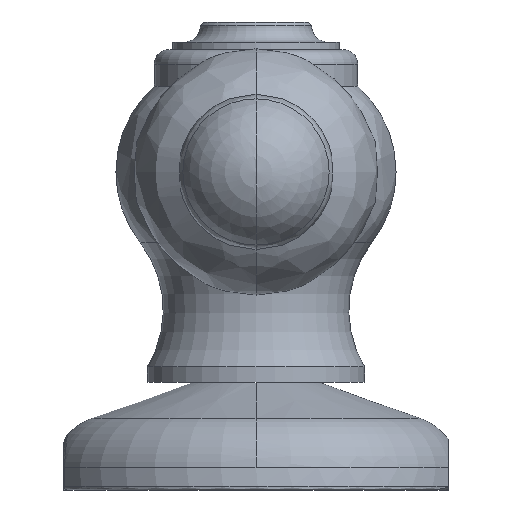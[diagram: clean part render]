
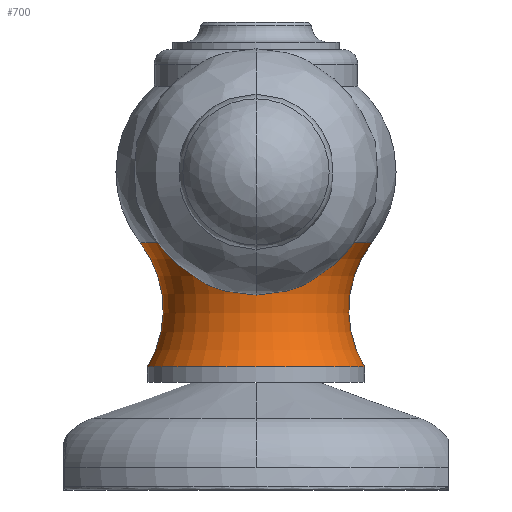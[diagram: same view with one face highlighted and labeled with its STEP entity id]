
A CAD part, left-side view. The second image highlights one B-rep face of the part: STEP entity #700.
In plain terms, the highlighted toroidal (fillet/blend) face has major radius 16.748 mm and minor radius 9.09 mm.
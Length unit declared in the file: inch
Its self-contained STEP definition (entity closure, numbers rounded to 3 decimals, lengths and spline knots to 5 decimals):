
#7=CARTESIAN_POINT('',(0.,0.,0.065));
#8=DIRECTION('',(0.,0.,-1.));
#9=DIRECTION('',(0.,-1.,0.));
#10=AXIS2_PLACEMENT_3D('',#7,#8,#9);
#12=CARTESIAN_POINT('',(0.,0.,0.46829));
#13=DIRECTION('',(0.,0.,-1.));
#14=DIRECTION('',(0.,-1.,0.));
#15=AXIS2_PLACEMENT_3D('',#12,#13,#14);
#65=CARTESIAN_POINT('',(0.,-0.65938,0.24913));
#66=DIRECTION('',(1.,0.,0.));
#67=DIRECTION('',(0.,0.857,-0.514));
#68=AXIS2_PLACEMENT_3D('',#65,#66,#67);
#70=CARTESIAN_POINT('',(0.,0.65938,0.24913));
#71=DIRECTION('',(-1.,0.,0.));
#72=DIRECTION('',(0.,-0.857,-0.514));
#73=AXIS2_PLACEMENT_3D('',#70,#71,#72);
#567=CARTESIAN_POINT('',(0.,-0.3525,0.065));
#569=VERTEX_POINT('',#567);
#570=CARTESIAN_POINT('',(0.,-0.37646,0.46829));
#571=VERTEX_POINT('',#570);
#583=CARTESIAN_POINT('',(0.,0.3525,0.065));
#585=VERTEX_POINT('',#583);
#586=CARTESIAN_POINT('',(0.,0.37646,0.46829));
#587=VERTEX_POINT('',#586);
#686=CARTESIAN_POINT('',(0.,0.,0.24913));
#687=DIRECTION('',(0.,0.,-1.));
#688=DIRECTION('',(0.,1.,0.));
#689=AXIS2_PLACEMENT_3D('',#686,#687,#688);
#690=TOROIDAL_SURFACE('',#689,0.65938,0.35788);
#692=ORIENTED_EDGE('',*,*,#691,.F.);
#693=ORIENTED_EDGE('',*,*,#681,.T.);
#695=ORIENTED_EDGE('',*,*,#694,.T.);
#697=ORIENTED_EDGE('',*,*,#696,.F.);
#698=EDGE_LOOP('',(#692,#693,#695,#697));
#699=FACE_OUTER_BOUND('',#698,.F.);
#700=ADVANCED_FACE('',(#699),#690,.F.);
#11=CIRCLE('',#10,0.3525);
#16=CIRCLE('',#15,0.37646);
#69=CIRCLE('',#68,0.35788);
#74=CIRCLE('',#73,0.35788);
#681=EDGE_CURVE('',#569,#585,#11,.T.);
#691=EDGE_CURVE('',#569,#571,#69,.T.);
#694=EDGE_CURVE('',#585,#587,#74,.T.);
#696=EDGE_CURVE('',#571,#587,#16,.T.);
